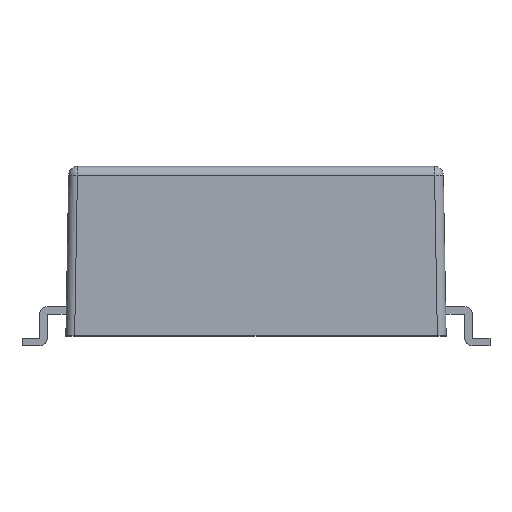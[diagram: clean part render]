
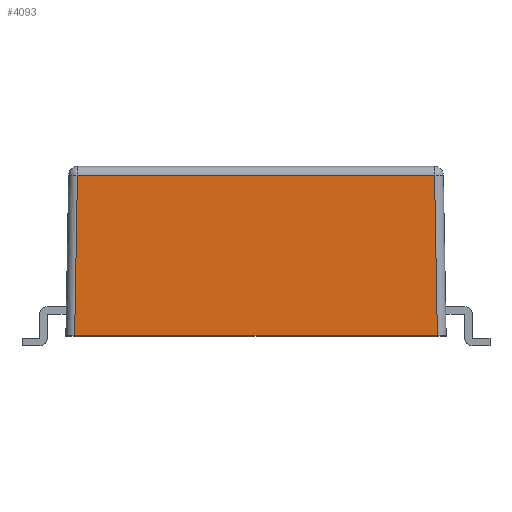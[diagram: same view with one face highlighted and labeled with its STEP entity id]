
A CAD part, top view. The second image highlights one B-rep face of the part: STEP entity #4093.
In plain terms, the highlighted planar face has unit normal (0, 0, 1).
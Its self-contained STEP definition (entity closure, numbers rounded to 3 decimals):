
#59 = CARTESIAN_POINT ( 'NONE',  ( -6.105, 5.49, 0. ) ) ;
#249 = DIRECTION ( 'NONE',  ( -0.017, -1., 0. ) ) ;
#336 = EDGE_CURVE ( 'NONE', #4614, #5087, #3994, .T. ) ;
#559 = CARTESIAN_POINT ( 'NONE',  ( 0., 5.49, 0. ) ) ;
#921 = VECTOR ( 'NONE', #5044, 1000. ) ;
#984 = DIRECTION ( 'NONE',  ( -1., 0., 0. ) ) ;
#1111 = CARTESIAN_POINT ( 'NONE',  ( 6.2, 0., 0. ) ) ;
#1159 = DIRECTION ( 'NONE',  ( 0., 0., 1. ) ) ;
#1201 = ORIENTED_EDGE ( 'NONE', *, *, #336, .F. ) ;
#1207 = AXIS2_PLACEMENT_3D ( 'NONE', #4669, #1159, #3953 ) ;
#1210 = VECTOR ( 'NONE', #3537, 1000. ) ;
#1561 = ORIENTED_EDGE ( 'NONE', *, *, #5062, .T. ) ;
#1673 = EDGE_LOOP ( 'NONE', ( #3236, #1561, #1691, #1201 ) ) ;
#1691 = ORIENTED_EDGE ( 'NONE', *, *, #3956, .T. ) ;
#1737 = LINE ( 'NONE', #2729, #1210 ) ;
#1820 = CARTESIAN_POINT ( 'NONE',  ( -6.2, 0., 0. ) ) ;
#1879 = VERTEX_POINT ( 'NONE', #59 ) ;
#2360 = CARTESIAN_POINT ( 'NONE',  ( 6.198, 0.107, 0. ) ) ;
#2547 = VERTEX_POINT ( 'NONE', #1820 ) ;
#2644 = VECTOR ( 'NONE', #249, 1000. ) ;
#2729 = CARTESIAN_POINT ( 'NONE',  ( 0., 0., 0. ) ) ;
#2869 = LINE ( 'NONE', #559, #4693 ) ;
#3165 = CARTESIAN_POINT ( 'NONE',  ( 6.105, 5.49, 0. ) ) ;
#3236 = ORIENTED_EDGE ( 'NONE', *, *, #4503, .T. ) ;
#3266 = FACE_OUTER_BOUND ( 'NONE', #1673, .T. ) ;
#3537 = DIRECTION ( 'NONE',  ( 1., 0., 0. ) ) ;
#3618 = PLANE ( 'NONE',  #1207 ) ;
#3953 = DIRECTION ( 'NONE',  ( 1., 0., 0. ) ) ;
#3956 = EDGE_CURVE ( 'NONE', #2547, #5087, #1737, .T. ) ;
#3994 = LINE ( 'NONE', #2360, #921 ) ;
#4093 = ADVANCED_FACE ( 'NONE', ( #3266 ), #3618, .T. ) ;
#4503 = EDGE_CURVE ( 'NONE', #4614, #1879, #2869, .T. ) ;
#4600 = LINE ( 'NONE', #4956, #2644 ) ;
#4614 = VERTEX_POINT ( 'NONE', #3165 ) ;
#4669 = CARTESIAN_POINT ( 'NONE',  ( 0., 0., 0. ) ) ;
#4693 = VECTOR ( 'NONE', #984, 1000. ) ;
#4956 = CARTESIAN_POINT ( 'NONE',  ( -6.198, 0.107, 0. ) ) ;
#5044 = DIRECTION ( 'NONE',  ( 0.017, -1., 0. ) ) ;
#5062 = EDGE_CURVE ( 'NONE', #1879, #2547, #4600, .T. ) ;
#5087 = VERTEX_POINT ( 'NONE', #1111 ) ;
